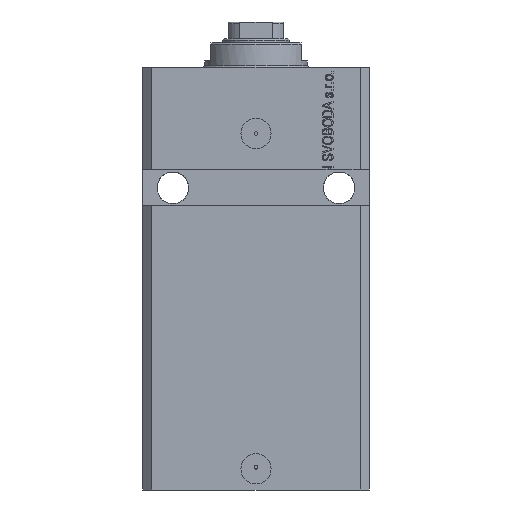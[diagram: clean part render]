
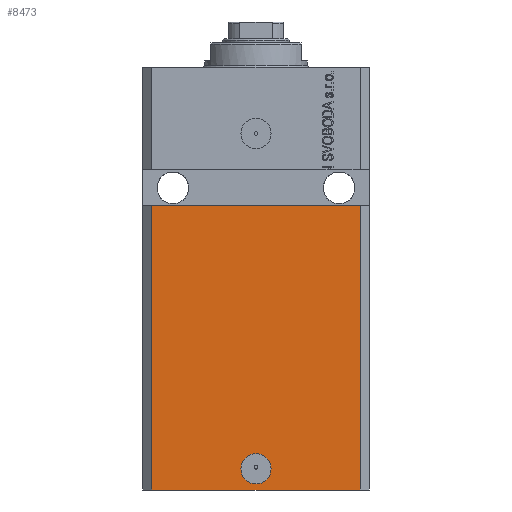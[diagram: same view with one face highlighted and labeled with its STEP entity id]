
A CAD part, front view. The second image highlights one B-rep face of the part: STEP entity #8473.
In plain terms, the highlighted planar face has unit normal (0, -1, 0).
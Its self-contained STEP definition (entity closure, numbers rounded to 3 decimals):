
#988 = CARTESIAN_POINT ( 'NONE',  ( 34.5, -27.5, -46. ) ) ;
#1089 = CARTESIAN_POINT ( 'NONE',  ( -37.5, -27.5, -46. ) ) ;
#1320 = DIRECTION ( 'NONE',  ( 0., 0., 1. ) ) ;
#1659 = AXIS2_PLACEMENT_3D ( 'NONE', #23350, #11850, #29848 ) ;
#1795 = DIRECTION ( 'NONE',  ( 0., -1., 0. ) ) ;
#1807 = PLANE ( 'NONE',  #1659 ) ;
#2379 = DIRECTION ( 'NONE',  ( 1., 0., 0. ) ) ;
#2636 = FACE_BOUND ( 'NONE', #28915, .T. ) ;
#3526 = CARTESIAN_POINT ( 'NONE',  ( -34.5, -27.5, -46. ) ) ;
#5394 = VERTEX_POINT ( 'NONE', #29803 ) ;
#5918 = VERTEX_POINT ( 'NONE', #3526 ) ;
#6170 = EDGE_CURVE ( 'NONE', #14281, #12028, #30256, .T. ) ;
#7157 = ORIENTED_EDGE ( 'NONE', *, *, #32155, .T. ) ;
#8349 = ORIENTED_EDGE ( 'NONE', *, *, #30099, .F. ) ;
#8473 = ADVANCED_FACE ( 'NONE', ( #2636, #15403 ), #1807, .T. ) ;
#10015 = CIRCLE ( 'NONE', #42766, 5. ) ;
#10698 = CARTESIAN_POINT ( 'NONE',  ( 0., -27.5, -133. ) ) ;
#10872 = LINE ( 'NONE', #21105, #37091 ) ;
#11086 = DIRECTION ( 'NONE',  ( 0., 0., 1. ) ) ;
#11137 = CARTESIAN_POINT ( 'NONE',  ( 5., -27.5, -133. ) ) ;
#11571 = VECTOR ( 'NONE', #2379, 1000. ) ;
#11733 = AXIS2_PLACEMENT_3D ( 'NONE', #42607, #1795, #35908 ) ;
#11850 = DIRECTION ( 'NONE',  ( 0., -1., 0. ) ) ;
#12028 = VERTEX_POINT ( 'NONE', #12052 ) ;
#12052 = CARTESIAN_POINT ( 'NONE',  ( 34.5, -27.5, -140. ) ) ;
#12057 = EDGE_CURVE ( 'NONE', #36068, #5394, #30271, .T. ) ;
#13399 = ORIENTED_EDGE ( 'NONE', *, *, #31124, .F. ) ;
#14281 = VERTEX_POINT ( 'NONE', #36898 ) ;
#15403 = FACE_OUTER_BOUND ( 'NONE', #41511, .T. ) ;
#16505 = ORIENTED_EDGE ( 'NONE', *, *, #38245, .F. ) ;
#21105 = CARTESIAN_POINT ( 'NONE',  ( -34.5, -27.5, -140. ) ) ;
#23350 = CARTESIAN_POINT ( 'NONE',  ( -34.5, -27.5, -140. ) ) ;
#23663 = VERTEX_POINT ( 'NONE', #988 ) ;
#23844 = DIRECTION ( 'NONE',  ( 0., -1., 0. ) ) ;
#23890 = ORIENTED_EDGE ( 'NONE', *, *, #6170, .T. ) ;
#24714 = DIRECTION ( 'NONE',  ( 1., 0., 0. ) ) ;
#28915 = EDGE_LOOP ( 'NONE', ( #30112, #8349 ) ) ;
#29803 = CARTESIAN_POINT ( 'NONE',  ( -5., -27.5, -133. ) ) ;
#29848 = DIRECTION ( 'NONE',  ( 0., 0., -1. ) ) ;
#30044 = VECTOR ( 'NONE', #1320, 1000. ) ;
#30099 = EDGE_CURVE ( 'NONE', #5394, #36068, #10015, .T. ) ;
#30112 = ORIENTED_EDGE ( 'NONE', *, *, #12057, .F. ) ;
#30256 = LINE ( 'NONE', #33817, #11571 ) ;
#30271 = CIRCLE ( 'NONE', #11733, 5. ) ;
#31124 = EDGE_CURVE ( 'NONE', #14281, #5918, #10872, .T. ) ;
#31862 = LINE ( 'NONE', #1089, #39317 ) ;
#32155 = EDGE_CURVE ( 'NONE', #12028, #23663, #34777, .T. ) ;
#33817 = CARTESIAN_POINT ( 'NONE',  ( -34.5, -27.5, -140. ) ) ;
#34777 = LINE ( 'NONE', #42363, #30044 ) ;
#35908 = DIRECTION ( 'NONE',  ( 1., 0., 0. ) ) ;
#36068 = VERTEX_POINT ( 'NONE', #11137 ) ;
#36898 = CARTESIAN_POINT ( 'NONE',  ( -34.5, -27.5, -140. ) ) ;
#37091 = VECTOR ( 'NONE', #11086, 1000. ) ;
#37899 = DIRECTION ( 'NONE',  ( 1., 0., 0. ) ) ;
#38245 = EDGE_CURVE ( 'NONE', #5918, #23663, #31862, .T. ) ;
#39317 = VECTOR ( 'NONE', #24714, 1000. ) ;
#41511 = EDGE_LOOP ( 'NONE', ( #16505, #13399, #23890, #7157 ) ) ;
#42363 = CARTESIAN_POINT ( 'NONE',  ( 34.5, -27.5, -140. ) ) ;
#42607 = CARTESIAN_POINT ( 'NONE',  ( 0., -27.5, -133. ) ) ;
#42766 = AXIS2_PLACEMENT_3D ( 'NONE', #10698, #23844, #37899 ) ;
